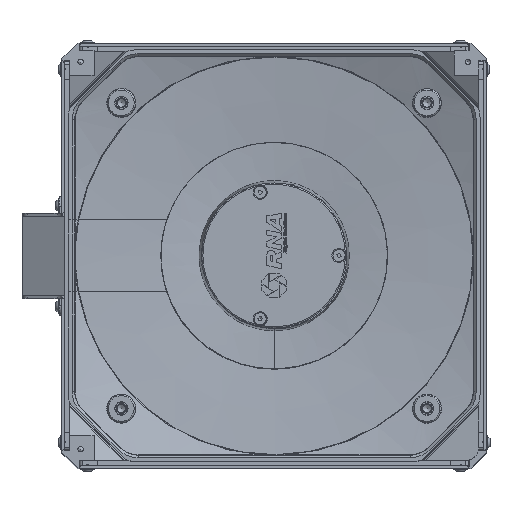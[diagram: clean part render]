
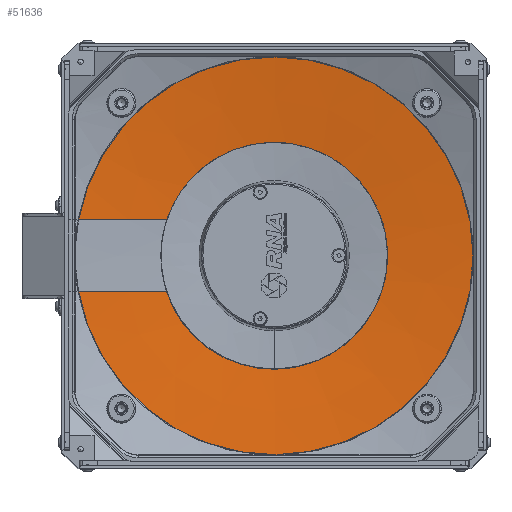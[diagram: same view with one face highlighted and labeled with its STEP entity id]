
A CAD part, top view. The second image highlights one B-rep face of the part: STEP entity #51636.
In plain terms, the highlighted conical face has half-angle 84 degrees and reference radius 121.5 mm.
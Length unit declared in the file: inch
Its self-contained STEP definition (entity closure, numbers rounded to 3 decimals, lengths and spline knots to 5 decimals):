
#660=(
BOUNDED_CURVE()
B_SPLINE_CURVE(2,(#82697,#82698,#82699),.UNSPECIFIED.,.F.,.F.)
B_SPLINE_CURVE_WITH_KNOTS((3,3),(0.,6.8712),.UNSPECIFIED.)
CURVE()
GEOMETRIC_REPRESENTATION_ITEM()
RATIONAL_B_SPLINE_CURVE((1.,1.042,1.))
REPRESENTATION_ITEM('')
);
#678=(
BOUNDED_CURVE()
B_SPLINE_CURVE(2,(#89981,#89982,#89983),.UNSPECIFIED.,.F.,.F.)
B_SPLINE_CURVE_WITH_KNOTS((3,3),(0.,6.8712),.UNSPECIFIED.)
CURVE()
GEOMETRIC_REPRESENTATION_ITEM()
RATIONAL_B_SPLINE_CURVE((1.,1.042,1.))
REPRESENTATION_ITEM('')
);
#6015=FACE_OUTER_BOUND('',#9008,.T.);
#9008=EDGE_LOOP('',(#43543,#43544,#43545,#43546,#43547,#43548));
#19245=CIRCLE('',#56475,3.47244);
#19246=CIRCLE('',#56476,3.47244);
#19247=CIRCLE('',#56478,6.08473);
#19248=CIRCLE('',#56479,6.08473);
#22709=VERTEX_POINT('',#82685);
#22710=VERTEX_POINT('',#82696);
#23733=VERTEX_POINT('',#89978);
#23734=VERTEX_POINT('',#89980);
#23740=VERTEX_POINT('',#90026);
#23741=VERTEX_POINT('',#90031);
#28962=EDGE_CURVE('',#22710,#22709,#660,.T.);
#30525=EDGE_CURVE('',#23734,#23733,#678,.T.);
#30533=EDGE_CURVE('',#23733,#23740,#19245,.T.);
#30534=EDGE_CURVE('',#23740,#22710,#19246,.T.);
#30535=EDGE_CURVE('',#23741,#22709,#19247,.T.);
#30536=EDGE_CURVE('',#23734,#23741,#19248,.T.);
#43543=ORIENTED_EDGE('',*,*,#28962,.T.);
#43544=ORIENTED_EDGE('',*,*,#30535,.F.);
#43545=ORIENTED_EDGE('',*,*,#30536,.F.);
#43546=ORIENTED_EDGE('',*,*,#30525,.T.);
#43547=ORIENTED_EDGE('',*,*,#30533,.T.);
#43548=ORIENTED_EDGE('',*,*,#30534,.T.);
#46653=CONICAL_SURFACE('',#56477,4.78346,1.466);
#51636=ADVANCED_FACE('',(#6015),#46653,.F.);
#56475=AXIS2_PLACEMENT_3D('',#90028,#69214,#69215);
#56476=AXIS2_PLACEMENT_3D('',#90029,#69216,#69217);
#56477=AXIS2_PLACEMENT_3D('',#90030,#69218,#69219);
#56478=AXIS2_PLACEMENT_3D('',#90032,#69220,#69221);
#56479=AXIS2_PLACEMENT_3D('',#90033,#69222,#69223);
#69214=DIRECTION('center_axis',(0.,0.,
-1.));
#69215=DIRECTION('ref_axis',(0.,1.,0.));
#69216=DIRECTION('center_axis',(0.,0.,
-1.));
#69217=DIRECTION('ref_axis',(0.,1.,0.));
#69218=DIRECTION('center_axis',(0.,0.,
1.));
#69219=DIRECTION('ref_axis',(1.,0.,0.));
#69220=DIRECTION('center_axis',(0.,0.,
-1.));
#69221=DIRECTION('ref_axis',(-1.,0.,0.));
#69222=DIRECTION('center_axis',(0.,0.,
-1.));
#69223=DIRECTION('ref_axis',(-1.,0.,0.));
#82685=CARTESIAN_POINT('',(-5.98405,-1.10236,8.52833));
#82696=CARTESIAN_POINT('',(-3.29282,-1.10236,8.25377));
#82697=CARTESIAN_POINT('Ctrl Pts',(-3.29282,-1.10236,
8.25377));
#82698=CARTESIAN_POINT('Ctrl Pts',(-4.27063,-1.10236,
8.35122));
#82699=CARTESIAN_POINT('Ctrl Pts',(-5.98405,-1.10236,
8.52833));
#89978=CARTESIAN_POINT('',(-3.29282,1.10236,8.25377));
#89980=CARTESIAN_POINT('',(-5.98405,1.10236,8.52833));
#89981=CARTESIAN_POINT('Ctrl Pts',(-5.98405,1.10236,8.52833));
#89982=CARTESIAN_POINT('Ctrl Pts',(-4.27063,1.10236,8.35122));
#89983=CARTESIAN_POINT('Ctrl Pts',(-3.29282,1.10236,8.25377));
#90026=CARTESIAN_POINT('',(0.,-3.47244,8.25377));
#90028=CARTESIAN_POINT('Origin',(0.,0.,
8.25377));
#90029=CARTESIAN_POINT('Origin',(0.,0.,
8.25377));
#90030=CARTESIAN_POINT('Origin',(0.,0.,
8.39156));
#90031=CARTESIAN_POINT('',(6.08473,0.,8.52833));
#90032=CARTESIAN_POINT('Origin',(0.,0.,
8.52833));
#90033=CARTESIAN_POINT('Origin',(0.,0.,
8.52833));
